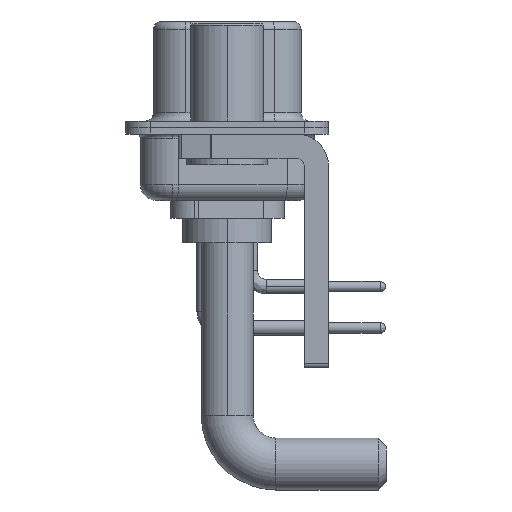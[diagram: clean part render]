
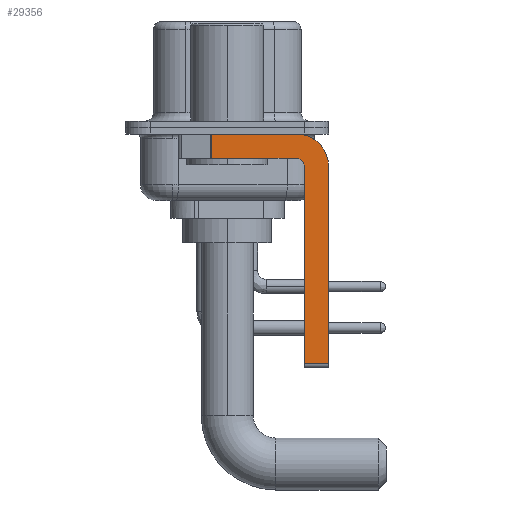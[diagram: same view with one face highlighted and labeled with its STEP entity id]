
A CAD part, left-side view. The second image highlights one B-rep face of the part: STEP entity #29356.
In plain terms, the highlighted planar face has unit normal (-1, 0, 0).
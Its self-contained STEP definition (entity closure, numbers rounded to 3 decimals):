
#29 = DIRECTION ( 'NONE',  ( 0., 0., 1. ) ) ;
#309 = ORIENTED_EDGE ( 'NONE', *, *, #24566, .F. ) ;
#323 = VERTEX_POINT ( 'NONE', #21417 ) ;
#512 = ORIENTED_EDGE ( 'NONE', *, *, #25686, .F. ) ;
#739 = CARTESIAN_POINT ( 'NONE',  ( -2.9, 0.978, -0.4 ) ) ;
#1149 = VERTEX_POINT ( 'NONE', #29907 ) ;
#1240 = VECTOR ( 'NONE', #11830, 1000. ) ;
#1455 = AXIS2_PLACEMENT_3D ( 'NONE', #1903, #3780, #23235 ) ;
#1836 = DIRECTION ( 'NONE',  ( 0., 0., 1. ) ) ;
#1903 = CARTESIAN_POINT ( 'NONE',  ( -2.9, -4.25, -2.4 ) ) ;
#1956 = VECTOR ( 'NONE', #29297, 1000. ) ;
#2008 = VECTOR ( 'NONE', #15880, 1000. ) ;
#3392 = DIRECTION ( 'NONE',  ( 0., 0., -1. ) ) ;
#3780 = DIRECTION ( 'NONE',  ( 1., 0., 0. ) ) ;
#4528 = CARTESIAN_POINT ( 'NONE',  ( -2.9, -4.75, -14.8 ) ) ;
#5082 = ORIENTED_EDGE ( 'NONE', *, *, #18957, .T. ) ;
#5617 = VERTEX_POINT ( 'NONE', #11515 ) ;
#6022 = CIRCLE ( 'NONE', #7035, 0.5 ) ;
#6066 = DIRECTION ( 'NONE',  ( 1., 0., 0. ) ) ;
#6111 = LINE ( 'NONE', #13662, #20895 ) ;
#7035 = AXIS2_PLACEMENT_3D ( 'NONE', #23891, #28928, #29 ) ;
#8473 = DIRECTION ( 'NONE',  ( 0., -1., 0. ) ) ;
#9148 = ORIENTED_EDGE ( 'NONE', *, *, #24010, .F. ) ;
#9482 = CARTESIAN_POINT ( 'NONE',  ( -2.9, -4.25, -1.9 ) ) ;
#9783 = VERTEX_POINT ( 'NONE', #10839 ) ;
#10046 = VERTEX_POINT ( 'NONE', #739 ) ;
#10709 = VERTEX_POINT ( 'NONE', #23130 ) ;
#10789 = FACE_OUTER_BOUND ( 'NONE', #20892, .T. ) ;
#10839 = CARTESIAN_POINT ( 'NONE',  ( -2.9, -4.25, -0.4 ) ) ;
#11515 = CARTESIAN_POINT ( 'NONE',  ( -2.9, -4.75, -14.55 ) ) ;
#11830 = DIRECTION ( 'NONE',  ( 0., 1., 0. ) ) ;
#12014 = ORIENTED_EDGE ( 'NONE', *, *, #13319, .F. ) ;
#13319 = EDGE_CURVE ( 'NONE', #323, #17055, #26101, .T. ) ;
#13662 = CARTESIAN_POINT ( 'NONE',  ( -2.9, -4.25, -14.55 ) ) ;
#14417 = CARTESIAN_POINT ( 'NONE',  ( -2.9, 3., -0.4 ) ) ;
#14706 = VERTEX_POINT ( 'NONE', #25951 ) ;
#15157 = EDGE_CURVE ( 'NONE', #5617, #1149, #6111, .T. ) ;
#15362 = PLANE ( 'NONE',  #18238 ) ;
#15663 = DIRECTION ( 'NONE',  ( 0., 0., -1. ) ) ;
#15880 = DIRECTION ( 'NONE',  ( 0., -1., 0. ) ) ;
#17055 = VERTEX_POINT ( 'NONE', #20834 ) ;
#18238 = AXIS2_PLACEMENT_3D ( 'NONE', #29479, #6066, #15663 ) ;
#18957 = EDGE_CURVE ( 'NONE', #10046, #17055, #26465, .T. ) ;
#19071 = VECTOR ( 'NONE', #1836, 1000. ) ;
#19435 = CARTESIAN_POINT ( 'NONE',  ( -2.9, 0.978, -1.9 ) ) ;
#20312 = EDGE_CURVE ( 'NONE', #10709, #1149, #22377, .T. ) ;
#20834 = CARTESIAN_POINT ( 'NONE',  ( -2.9, 0.978, -1.9 ) ) ;
#20892 = EDGE_LOOP ( 'NONE', ( #25280, #5082, #12014, #512, #309, #24153, #24304, #9148 ) ) ;
#20895 = VECTOR ( 'NONE', #8473, 1000. ) ;
#21417 = CARTESIAN_POINT ( 'NONE',  ( -2.9, -4.25, -1.9 ) ) ;
#21425 = VECTOR ( 'NONE', #3392, 1000. ) ;
#22377 = LINE ( 'NONE', #24882, #21425 ) ;
#23130 = CARTESIAN_POINT ( 'NONE',  ( -2.9, -6.25, -2.4 ) ) ;
#23235 = DIRECTION ( 'NONE',  ( 0., 0., -1. ) ) ;
#23336 = LINE ( 'NONE', #4528, #19071 ) ;
#23891 = CARTESIAN_POINT ( 'NONE',  ( -2.9, -4.25, -2.4 ) ) ;
#24010 = EDGE_CURVE ( 'NONE', #9783, #10709, #26513, .T. ) ;
#24153 = ORIENTED_EDGE ( 'NONE', *, *, #15157, .T. ) ;
#24304 = ORIENTED_EDGE ( 'NONE', *, *, #20312, .F. ) ;
#24566 = EDGE_CURVE ( 'NONE', #5617, #14706, #23336, .T. ) ;
#24882 = CARTESIAN_POINT ( 'NONE',  ( -2.9, -6.25, -2.4 ) ) ;
#25280 = ORIENTED_EDGE ( 'NONE', *, *, #25971, .F. ) ;
#25686 = EDGE_CURVE ( 'NONE', #14706, #323, #6022, .T. ) ;
#25951 = CARTESIAN_POINT ( 'NONE',  ( -2.9, -4.75, -2.4 ) ) ;
#25971 = EDGE_CURVE ( 'NONE', #10046, #9783, #27773, .T. ) ;
#26101 = LINE ( 'NONE', #9482, #1240 ) ;
#26465 = LINE ( 'NONE', #19435, #1956 ) ;
#26513 = CIRCLE ( 'NONE', #1455, 2. ) ;
#27773 = LINE ( 'NONE', #14417, #2008 ) ;
#28928 = DIRECTION ( 'NONE',  ( -1., 0., 0. ) ) ;
#29297 = DIRECTION ( 'NONE',  ( 0., 0., -1. ) ) ;
#29356 = ADVANCED_FACE ( 'NONE', ( #10789 ), #15362, .F. ) ;
#29479 = CARTESIAN_POINT ( 'NONE',  ( -2.9, -4.25, -2.4 ) ) ;
#29907 = CARTESIAN_POINT ( 'NONE',  ( -2.9, -6.25, -14.55 ) ) ;
